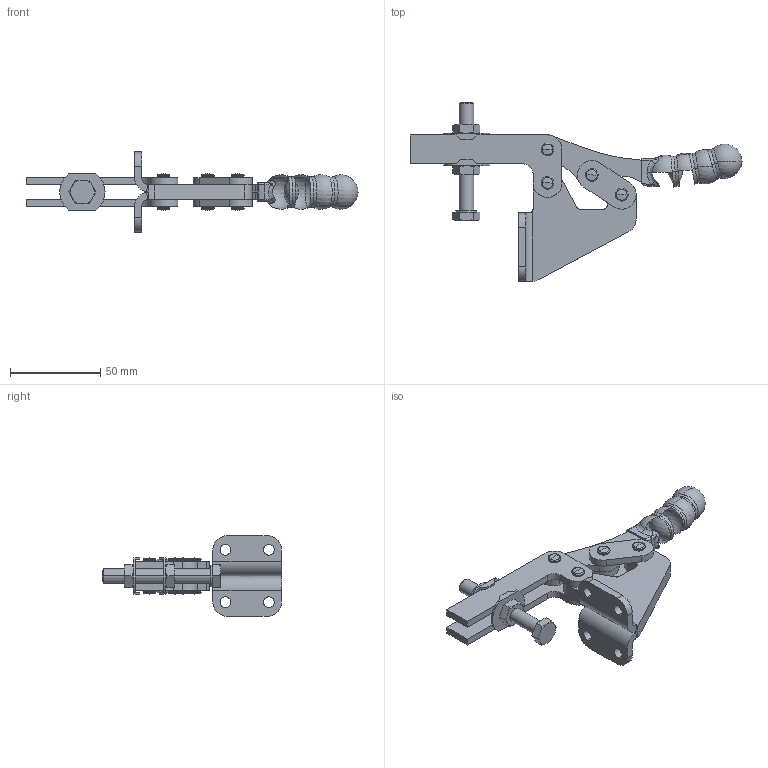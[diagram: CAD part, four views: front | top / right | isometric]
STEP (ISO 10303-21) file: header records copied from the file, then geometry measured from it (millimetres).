
FILE_DESCRIPTION((''),'2;1');
FILE_NAME('MH7UF.stp','2009-11-06T11:46:59',('David'),(''),'Autodesk Inventor 8','Autodesk Inventor 8','');
FILE_SCHEMA(('AUTOMOTIVE_DESIGN { 1 0 10303 214 1 1 1 1 }'));
Length unit declared in the file: millimetre
Products named in the file (7): MH7UF; MH7 F SIDEPLATE ASSEMBLY; MH7 HANDLE ASSEMBLY; MH7 LINK ASSEMBLY; MH7 U BAR ASSEMBLY; MH7 WASHER ASSEMBLY; ISO 4017  (Regular Thread) M8 x 60
Assembly tree (6 placements, depth 2):
  MH7UF
    MH7 F SIDEPLATE ASSEMBLY
    MH7 HANDLE ASSEMBLY
    MH7 LINK ASSEMBLY
    MH7 U BAR ASSEMBLY
    MH7 WASHER ASSEMBLY
    ISO 4017  (Regular Thread) M8 x 60
Bounding box: 183.51 x 99 x 44.55 mm (x, y, z)
Volume: 59301.3 mm3; surface area: 34048 mm2
Topology: 7 solids, 7 shells, 339 faces, 874 edges, 536 vertices
Faces by surface type: plane 86, bspline 77, cylinder 72, cone 50, torus 38, sphere 16
Entity records: 13114 total; most frequent: CARTESIAN_POINT 4987, DIRECTION 1748, ORIENTED_EDGE 1668, EDGE_CURVE 834, AXIS2_PLACEMENT_3D 727, VERTEX_POINT 528, CIRCLE 452, EDGE_LOOP 382
